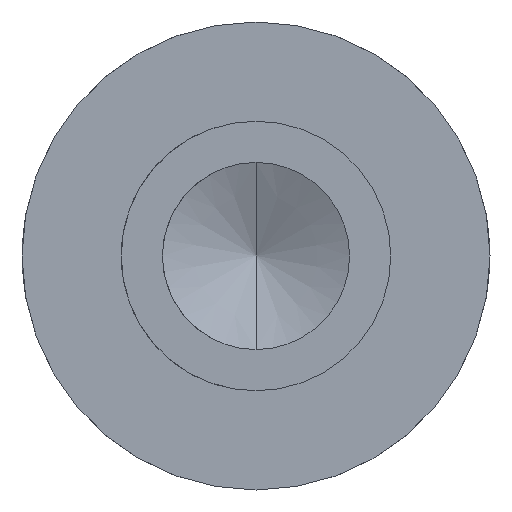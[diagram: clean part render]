
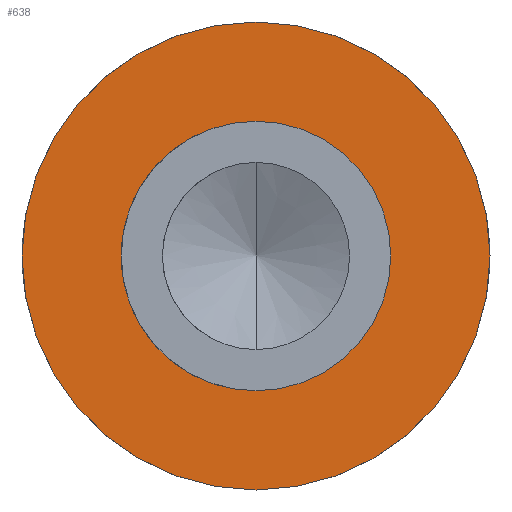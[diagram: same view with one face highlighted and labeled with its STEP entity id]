
A CAD part, front view. The second image highlights one B-rep face of the part: STEP entity #638.
In plain terms, the highlighted planar face has unit normal (0, -1, 0).
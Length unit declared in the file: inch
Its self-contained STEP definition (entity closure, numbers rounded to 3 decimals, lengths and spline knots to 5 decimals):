
#22 = DIRECTION ( 'NONE',  ( 0., 0., -1. ) ) ;
#43 = ORIENTED_EDGE ( 'NONE', *, *, #504, .T. ) ;
#44 = ORIENTED_EDGE ( 'NONE', *, *, #478, .T. ) ;
#45 = ORIENTED_EDGE ( 'NONE', *, *, #521, .F. ) ;
#46 = ORIENTED_EDGE ( 'NONE', *, *, #458, .F. ) ;
#145 = CARTESIAN_POINT ( 'NONE',  ( -0.0625, 0., 0. ) ) ;
#147 = PLANE ( 'NONE',  #404 ) ;
#171 = CIRCLE ( 'NONE', #427, 0.0625 ) ;
#222 = CIRCLE ( 'NONE', #433, 0.036 ) ;
#232 = DIRECTION ( 'NONE',  ( 0., 0., 1. ) ) ;
#233 = DIRECTION ( 'NONE',  ( 0., 1., 0. ) ) ;
#234 = CARTESIAN_POINT ( 'NONE',  ( 0., 0., 0. ) ) ;
#313 = CIRCLE ( 'NONE', #444, 0.036 ) ;
#349 = CIRCLE ( 'NONE', #454, 0.0625 ) ;
#357 = CARTESIAN_POINT ( 'NONE',  ( 0., 0., 0. ) ) ;
#364 = DIRECTION ( 'NONE',  ( 0., 0., 1. ) ) ;
#367 = DIRECTION ( 'NONE',  ( 0., 1., 0. ) ) ;
#404 = AXIS2_PLACEMENT_3D ( 'NONE', #145, #727, #22 ) ;
#427 = AXIS2_PLACEMENT_3D ( 'NONE', #357, #367, #364 ) ;
#433 = AXIS2_PLACEMENT_3D ( 'NONE', #234, #233, #232 ) ;
#444 = AXIS2_PLACEMENT_3D ( 'NONE', #736, #735, #734 ) ;
#454 = AXIS2_PLACEMENT_3D ( 'NONE', #914, #913, #910 ) ;
#458 = EDGE_CURVE ( 'NONE', #704, #702, #349, .T. ) ;
#478 = EDGE_CURVE ( 'NONE', #692, #703, #313, .T. ) ;
#504 = EDGE_CURVE ( 'NONE', #703, #692, #222, .T. ) ;
#521 = EDGE_CURVE ( 'NONE', #702, #704, #171, .T. ) ;
#581 = FACE_OUTER_BOUND ( 'NONE', #950, .T. ) ;
#589 = FACE_BOUND ( 'NONE', #952, .T. ) ;
#638 = ADVANCED_FACE ( 'NONE', ( #581, #589 ), #147, .T. ) ;
#692 = VERTEX_POINT ( 'NONE', #868 ) ;
#702 = VERTEX_POINT ( 'NONE', #874 ) ;
#703 = VERTEX_POINT ( 'NONE', #875 ) ;
#704 = VERTEX_POINT ( 'NONE', #876 ) ;
#727 = DIRECTION ( 'NONE',  ( 0., -1., 0. ) ) ;
#734 = DIRECTION ( 'NONE',  ( 0., 0., 1. ) ) ;
#735 = DIRECTION ( 'NONE',  ( 0., 1., 0. ) ) ;
#736 = CARTESIAN_POINT ( 'NONE',  ( 0., 0., 0. ) ) ;
#868 = CARTESIAN_POINT ( 'NONE',  ( 0., 0., 0.036 ) ) ;
#874 = CARTESIAN_POINT ( 'NONE',  ( 0., 0., -0.0625 ) ) ;
#875 = CARTESIAN_POINT ( 'NONE',  ( 0., 0., -0.036 ) ) ;
#876 = CARTESIAN_POINT ( 'NONE',  ( 0., 0., 0.0625 ) ) ;
#910 = DIRECTION ( 'NONE',  ( 0., 0., 1. ) ) ;
#913 = DIRECTION ( 'NONE',  ( 0., 1., 0. ) ) ;
#914 = CARTESIAN_POINT ( 'NONE',  ( 0., 0., 0. ) ) ;
#950 = EDGE_LOOP ( 'NONE', ( #46, #45 ) ) ;
#952 = EDGE_LOOP ( 'NONE', ( #44, #43 ) ) ;
